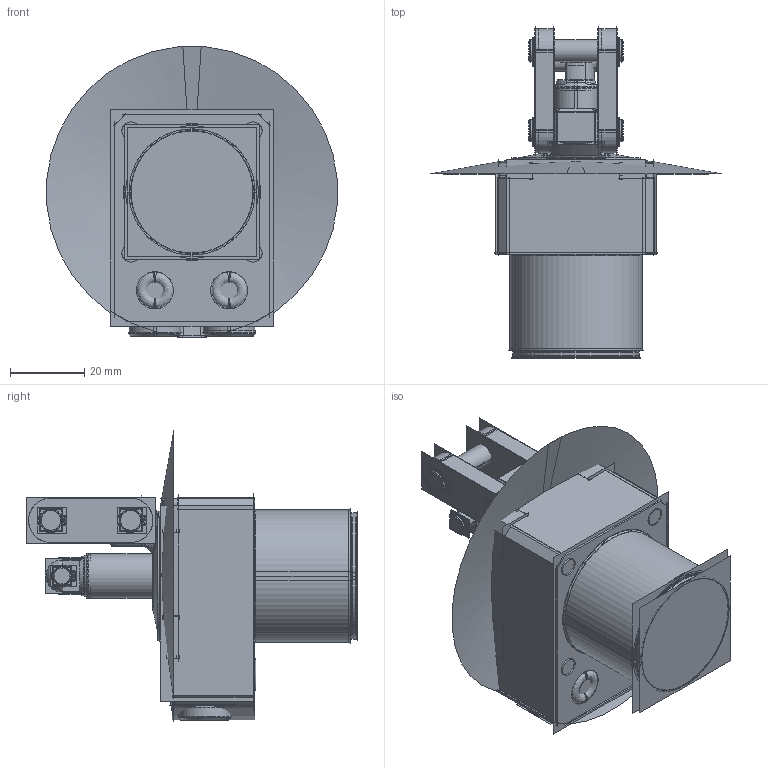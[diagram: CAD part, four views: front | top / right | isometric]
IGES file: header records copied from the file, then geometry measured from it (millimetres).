
Start section:  PTC IGES file: ilcml1602500_asm.igs
Global section: file name: ilcml1602500_asm.igs; native system: Pro/ENGINEER by Parametric Technology Corporation; preprocessor: 2007460; author: QAM; organization: Unknown; date: 20130710.150056; units: millimetre
Bounding box: 78.32 x 89.4 x 78.45 mm (x, y, z)
Surface area: 60982.2 mm2 (no closed solid volume)
Topology: 0 solids, 0 shells, 762 faces, 10548 edges, 13870 vertices
Faces by surface type: revolution 476, bspline 286
